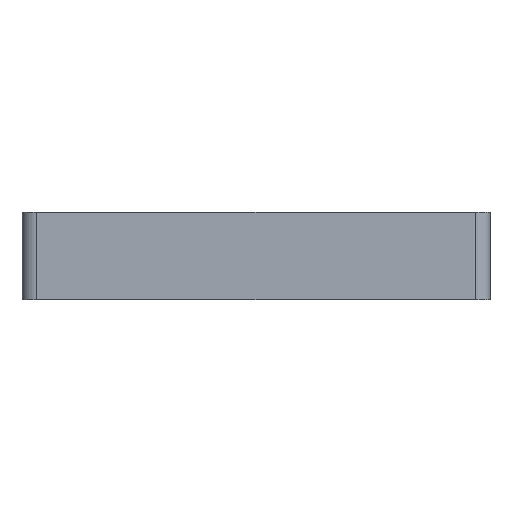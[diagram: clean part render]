
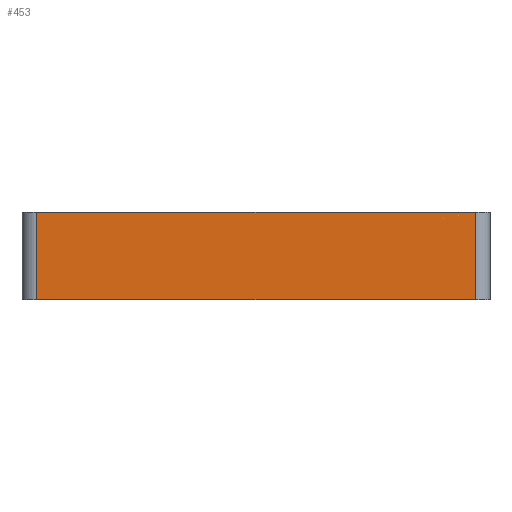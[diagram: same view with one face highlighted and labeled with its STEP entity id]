
A CAD part, front view. The second image highlights one B-rep face of the part: STEP entity #453.
In plain terms, the highlighted planar face has unit normal (0, -1, 0).
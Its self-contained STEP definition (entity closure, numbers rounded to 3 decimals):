
#2 = CARTESIAN_POINT ( 'NONE',  ( -30., -56., 0. ) ) ;
#5 = DIRECTION ( 'NONE',  ( 0., 0., 1. ) ) ;
#92 = CARTESIAN_POINT ( 'NONE',  ( -32., -56., 12. ) ) ;
#101 = VERTEX_POINT ( 'NONE', #1276 ) ;
#111 = LINE ( 'NONE', #818, #199 ) ;
#130 = CARTESIAN_POINT ( 'NONE',  ( -32., -56., 12. ) ) ;
#182 = VECTOR ( 'NONE', #416, 1000. ) ;
#199 = VECTOR ( 'NONE', #921, 1000. ) ;
#291 = LINE ( 'NONE', #92, #182 ) ;
#309 = DIRECTION ( 'NONE',  ( 0., 0., 1. ) ) ;
#317 = EDGE_CURVE ( 'NONE', #1196, #470, #1394, .T. ) ;
#339 = CARTESIAN_POINT ( 'NONE',  ( 30., -56., 12. ) ) ;
#371 = FACE_OUTER_BOUND ( 'NONE', #458, .T. ) ;
#409 = VERTEX_POINT ( 'NONE', #339 ) ;
#416 = DIRECTION ( 'NONE',  ( 1., 0., 0. ) ) ;
#453 = ADVANCED_FACE ( 'NONE', ( #371 ), #772, .F. ) ;
#458 = EDGE_LOOP ( 'NONE', ( #1208, #732, #944, #841 ) ) ;
#460 = AXIS2_PLACEMENT_3D ( 'NONE', #130, #1096, #5 ) ;
#470 = VERTEX_POINT ( 'NONE', #889 ) ;
#655 = EDGE_CURVE ( 'NONE', #470, #409, #1301, .T. ) ;
#656 = CARTESIAN_POINT ( 'NONE',  ( 30., -56., 12. ) ) ;
#732 = ORIENTED_EDGE ( 'NONE', *, *, #655, .T. ) ;
#772 = PLANE ( 'NONE',  #460 ) ;
#818 = CARTESIAN_POINT ( 'NONE',  ( -30., -56., 12. ) ) ;
#841 = ORIENTED_EDGE ( 'NONE', *, *, #1397, .T. ) ;
#889 = CARTESIAN_POINT ( 'NONE',  ( 30., -56., 0. ) ) ;
#921 = DIRECTION ( 'NONE',  ( 0., 0., -1. ) ) ;
#937 = EDGE_CURVE ( 'NONE', #101, #409, #291, .T. ) ;
#944 = ORIENTED_EDGE ( 'NONE', *, *, #937, .F. ) ;
#1096 = DIRECTION ( 'NONE',  ( 0., 1., 0. ) ) ;
#1123 = VECTOR ( 'NONE', #1236, 1000. ) ;
#1196 = VERTEX_POINT ( 'NONE', #2 ) ;
#1208 = ORIENTED_EDGE ( 'NONE', *, *, #317, .T. ) ;
#1236 = DIRECTION ( 'NONE',  ( 1., 0., 0. ) ) ;
#1267 = VECTOR ( 'NONE', #309, 1000. ) ;
#1276 = CARTESIAN_POINT ( 'NONE',  ( -30., -56., 12. ) ) ;
#1301 = LINE ( 'NONE', #656, #1267 ) ;
#1360 = CARTESIAN_POINT ( 'NONE',  ( -32., -56., 0. ) ) ;
#1394 = LINE ( 'NONE', #1360, #1123 ) ;
#1397 = EDGE_CURVE ( 'NONE', #101, #1196, #111, .T. ) ;
